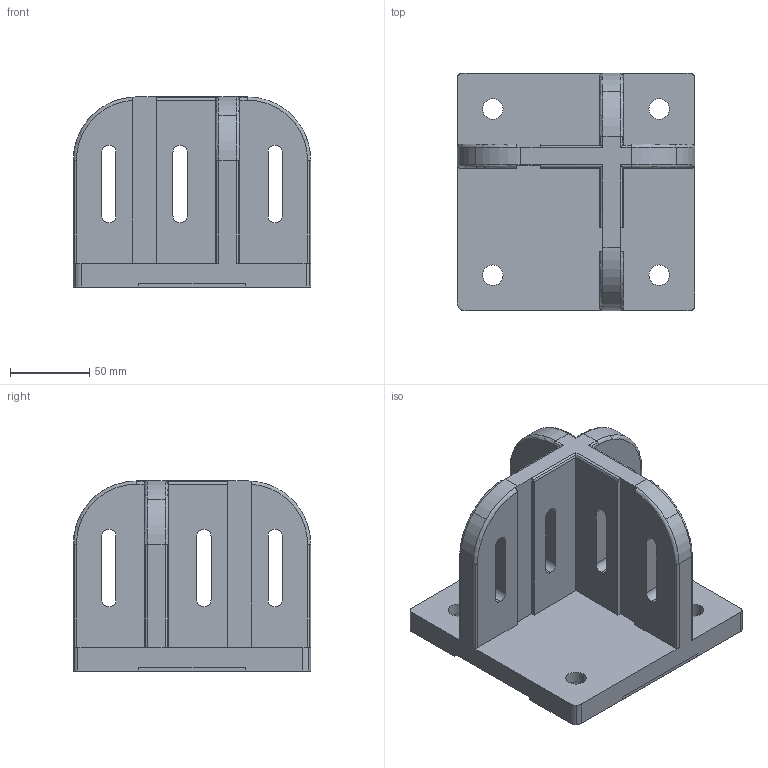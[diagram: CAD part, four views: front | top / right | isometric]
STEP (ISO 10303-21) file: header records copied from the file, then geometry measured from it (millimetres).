
FILE_DESCRIPTION (( 'STEP AP203' ), '1' );
FILE_NAME ('3_842_524_469_Bosch.step', '2024-06-10T08:36:05', ( '' ), ( '' ), 'SwSTEP 2.0', 'SolidWorks 2014', '' );
FILE_SCHEMA (( 'CONFIG_CONTROL_DESIGN' ));
Length unit declared in the file: millimetre
Products named in the file (1): 3_842_524_469_Bosch
Bounding box: 150 x 150 x 120 mm (x, y, z)
Volume: 666640.5 mm3; surface area: 121270.2 mm2
Topology: 1 solids, 1 shells, 172 faces, 464 edges, 298 vertices
Faces by surface type: cylinder 96, plane 68, torus 8
Entity records: 5607 total; most frequent: CARTESIAN_POINT 1027, DIRECTION 992, ORIENTED_EDGE 928, EDGE_CURVE 464, AXIS2_PLACEMENT_3D 367, VERTEX_POINT 298, LINE 258, VECTOR 258
